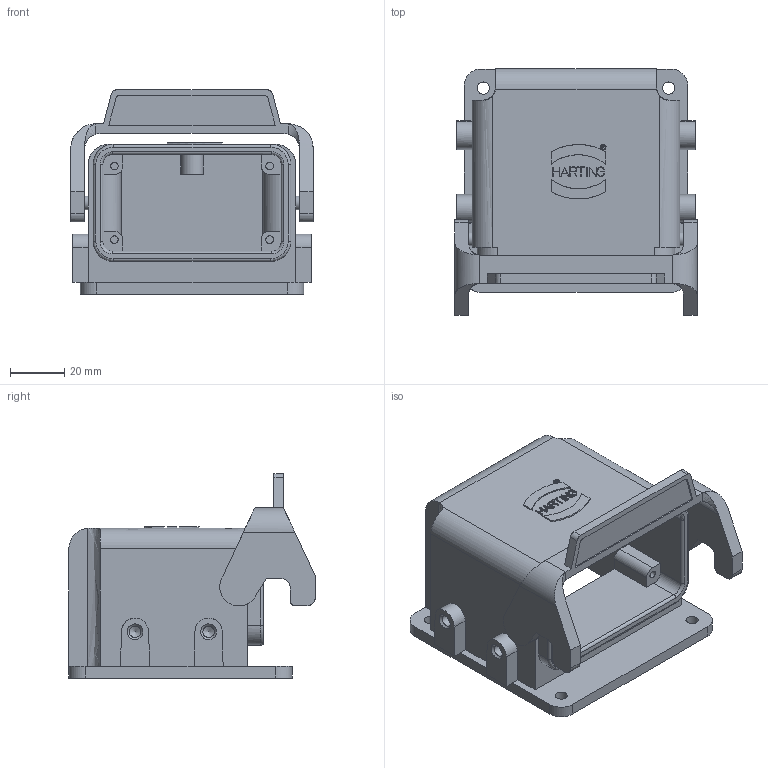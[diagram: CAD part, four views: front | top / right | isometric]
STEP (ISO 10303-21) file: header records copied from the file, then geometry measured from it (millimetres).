
FILE_DESCRIPTION(( 'HARTING HARTING HARTING HARTING HARTING HARTING HARTING HARTING HARTING', 'This Document is valid for Parts No. 09 30 010 0901'),'2;1');
FILE_NAME('MD_09300100901_R000001.stp', '2003-08-06T16:54:36',('ITIS-3'),('HARTING KGaA, D-32339 Espelkamp'), 'I-DEAS Master Series 9','HP-UNIX','Yes');
FILE_SCHEMA(('AUTOMOTIVE_DESIGN { 1 0 10303 214 0 1 1 1 }'));
Length unit declared in the file: millimetre
Products named in the file (1): Anbaugehaeuse winklig
Bounding box: 89 x 90.41 x 75 mm (x, y, z)
Volume: 114827.9 mm3; surface area: 51801.6 mm2
Topology: 1 solids, 1 shells, 298 faces, 784 edges, 511 vertices
Faces by surface type: bspline 298
Entity records: 9068 total; most frequent: CARTESIAN_POINT 4424, ORIENTED_EDGE 1560, EDGE_CURVE 780, VERTEX_POINT 511, EDGE_LOOP 337, QUASI_UNIFORM_CURVE 306, B_SPLINE_CURVE_WITH_KNOTS 303, FACE_OUTER_BOUND 298
